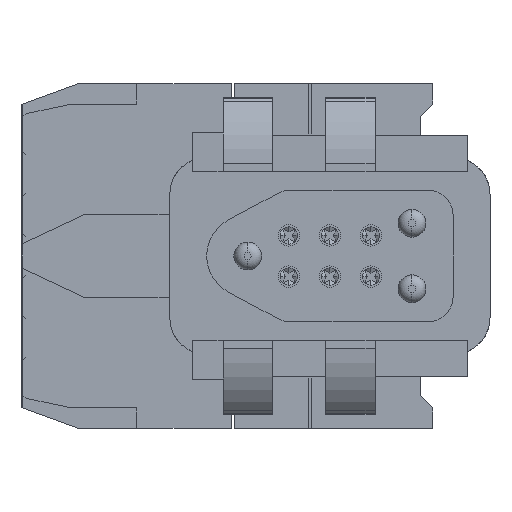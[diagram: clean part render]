
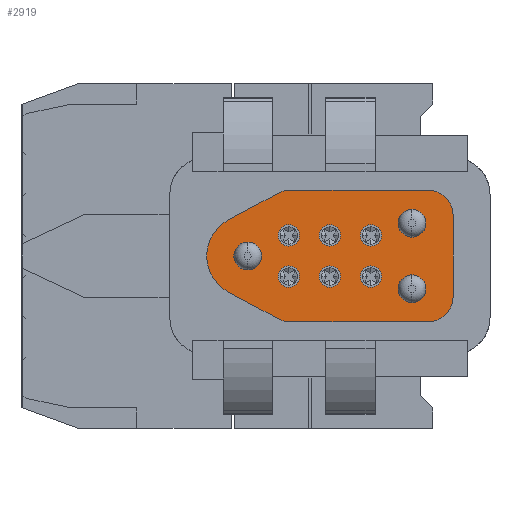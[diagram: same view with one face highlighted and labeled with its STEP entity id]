
A CAD part, front view. The second image highlights one B-rep face of the part: STEP entity #2919.
In plain terms, the highlighted planar face has unit normal (0, -1, 0).
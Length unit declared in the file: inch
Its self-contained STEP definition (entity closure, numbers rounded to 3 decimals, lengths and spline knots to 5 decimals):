
#90 = CIRCLE ( 'NONE', #22566, 0.03 ) ;
#109 = EDGE_CURVE ( 'NONE', #17541, #901, #90, .T. ) ;
#199 = FACE_OUTER_BOUND ( 'NONE', #13412, .T. ) ;
#499 = CARTESIAN_POINT ( 'NONE',  ( 0.15, 0.079, 0.05 ) ) ;
#901 = VERTEX_POINT ( 'NONE', #21992 ) ;
#933 = DIRECTION ( 'NONE',  ( 0., 0., 1. ) ) ;
#939 = CARTESIAN_POINT ( 'NONE',  ( 0.12, 0.079, -0.08 ) ) ;
#1784 = AXIS2_PLACEMENT_3D ( 'NONE', #22281, #11154, #18537 ) ;
#1794 = VECTOR ( 'NONE', #9519, 39.37008 ) ;
#1857 = CARTESIAN_POINT ( 'NONE',  ( -0.04574, 0.079, -0.08566 ) ) ;
#2003 = CARTESIAN_POINT ( 'NONE',  ( -0.12355, 0.079, -0.04411 ) ) ;
#2591 = CARTESIAN_POINT ( 'NONE',  ( -0.04574, 0.079, 0.08566 ) ) ;
#2791 = ORIENTED_EDGE ( 'NONE', *, *, #8735, .F. ) ;
#2919 = ADVANCED_FACE ( 'NONE', ( #199 ), #8983, .F. ) ;
#3586 = ORIENTED_EDGE ( 'NONE', *, *, #109, .F. ) ;
#3652 = ORIENTED_EDGE ( 'NONE', *, *, #20022, .T. ) ;
#3739 = LINE ( 'NONE', #21635, #17875 ) ;
#3763 = CIRCLE ( 'NONE', #16168, 0.03 ) ;
#4016 = AXIS2_PLACEMENT_3D ( 'NONE', #9471, #18797, #9623 ) ;
#4054 = EDGE_CURVE ( 'NONE', #19239, #6255, #6985, .T. ) ;
#4359 = ORIENTED_EDGE ( 'NONE', *, *, #5494, .F. ) ;
#4784 = VERTEX_POINT ( 'NONE', #8633 ) ;
#5494 = EDGE_CURVE ( 'NONE', #7644, #19239, #19208, .T. ) ;
#5812 = EDGE_CURVE ( 'NONE', #20961, #4784, #6169, .T. ) ;
#6169 = LINE ( 'NONE', #1857, #12271 ) ;
#6255 = VERTEX_POINT ( 'NONE', #16700 ) ;
#6358 = CARTESIAN_POINT ( 'NONE',  ( -0.12355, 0.079, 0.04411 ) ) ;
#6591 = DIRECTION ( 'NONE',  ( 0., 0., 1. ) ) ;
#6985 = LINE ( 'NONE', #18858, #1794 ) ;
#7014 = CIRCLE ( 'NONE', #17137, 0.05 ) ;
#7032 = DIRECTION ( 'NONE',  ( 0., -1., 0. ) ) ;
#7105 = ORIENTED_EDGE ( 'NONE', *, *, #4054, .F. ) ;
#7295 = VECTOR ( 'NONE', #22747, 39.37008 ) ;
#7644 = VERTEX_POINT ( 'NONE', #10054 ) ;
#8633 = CARTESIAN_POINT ( 'NONE',  ( -0.06295, 0.079, -0.07646 ) ) ;
#8735 = EDGE_CURVE ( 'NONE', #20961, #16435, #7014, .T. ) ;
#8983 = PLANE ( 'NONE',  #1784 ) ;
#9471 = CARTESIAN_POINT ( 'NONE',  ( 0.12, 0.079, 0.05 ) ) ;
#9519 = DIRECTION ( 'NONE',  ( 0., 0., -1. ) ) ;
#9568 = VERTEX_POINT ( 'NONE', #11264 ) ;
#9623 = DIRECTION ( 'NONE',  ( 0., 0., 1. ) ) ;
#10054 = CARTESIAN_POINT ( 'NONE',  ( 0.12, 0.079, 0.08 ) ) ;
#10087 = CARTESIAN_POINT ( 'NONE',  ( 0., 0.079, 0.08 ) ) ;
#10092 = VECTOR ( 'NONE', #13849, 39.37008 ) ;
#10215 = CARTESIAN_POINT ( 'NONE',  ( -0.1, 0.079, 0. ) ) ;
#10405 = DIRECTION ( 'NONE',  ( 0., 1., 0. ) ) ;
#11154 = DIRECTION ( 'NONE',  ( 0., 1., 0. ) ) ;
#11264 = CARTESIAN_POINT ( 'NONE',  ( -0.04882, 0.079, -0.08 ) ) ;
#11616 = EDGE_CURVE ( 'NONE', #16435, #17541, #15096, .T. ) ;
#11703 = CARTESIAN_POINT ( 'NONE',  ( -0.06295, 0.079, 0.07646 ) ) ;
#12195 = ORIENTED_EDGE ( 'NONE', *, *, #11616, .F. ) ;
#12271 = VECTOR ( 'NONE', #23891, 39.37008 ) ;
#13412 = EDGE_LOOP ( 'NONE', ( #19664, #3652, #21018, #15171, #7105, #4359, #15777, #3586, #12195, #2791 ) ) ;
#13722 = CARTESIAN_POINT ( 'NONE',  ( -0.04882, 0.079, -0.05 ) ) ;
#13849 = DIRECTION ( 'NONE',  ( 1., 0., 0. ) ) ;
#15096 = LINE ( 'NONE', #2591, #7295 ) ;
#15171 = ORIENTED_EDGE ( 'NONE', *, *, #19530, .T. ) ;
#15232 = VERTEX_POINT ( 'NONE', #939 ) ;
#15642 = DIRECTION ( 'NONE',  ( 0., -1., 0. ) ) ;
#15777 = ORIENTED_EDGE ( 'NONE', *, *, #20576, .F. ) ;
#15888 = DIRECTION ( 'NONE',  ( 1., 0., 0. ) ) ;
#16168 = AXIS2_PLACEMENT_3D ( 'NONE', #13722, #15642, #22783 ) ;
#16321 = DIRECTION ( 'NONE',  ( 0., 0., 1. ) ) ;
#16435 = VERTEX_POINT ( 'NONE', #6358 ) ;
#16700 = CARTESIAN_POINT ( 'NONE',  ( 0.15, 0.079, -0.05 ) ) ;
#17137 = AXIS2_PLACEMENT_3D ( 'NONE', #10215, #23262, #933 ) ;
#17541 = VERTEX_POINT ( 'NONE', #11703 ) ;
#17875 = VECTOR ( 'NONE', #15888, 39.37008 ) ;
#18537 = DIRECTION ( 'NONE',  ( 0., 0., 1. ) ) ;
#18797 = DIRECTION ( 'NONE',  ( 0., 1., 0. ) ) ;
#18858 = CARTESIAN_POINT ( 'NONE',  ( 0.15, 0.079, 0. ) ) ;
#19208 = CIRCLE ( 'NONE', #4016, 0.03 ) ;
#19239 = VERTEX_POINT ( 'NONE', #499 ) ;
#19530 = EDGE_CURVE ( 'NONE', #15232, #6255, #22849, .T. ) ;
#19664 = ORIENTED_EDGE ( 'NONE', *, *, #5812, .T. ) ;
#20022 = EDGE_CURVE ( 'NONE', #4784, #9568, #3763, .T. ) ;
#20123 = EDGE_CURVE ( 'NONE', #9568, #15232, #3739, .T. ) ;
#20162 = LINE ( 'NONE', #10087, #10092 ) ;
#20494 = AXIS2_PLACEMENT_3D ( 'NONE', #23510, #7032, #16321 ) ;
#20576 = EDGE_CURVE ( 'NONE', #901, #7644, #20162, .T. ) ;
#20961 = VERTEX_POINT ( 'NONE', #2003 ) ;
#21018 = ORIENTED_EDGE ( 'NONE', *, *, #20123, .T. ) ;
#21427 = CARTESIAN_POINT ( 'NONE',  ( -0.04882, 0.079, 0.05 ) ) ;
#21635 = CARTESIAN_POINT ( 'NONE',  ( 0., 0.079, -0.08 ) ) ;
#21992 = CARTESIAN_POINT ( 'NONE',  ( -0.04882, 0.079, 0.08 ) ) ;
#22281 = CARTESIAN_POINT ( 'NONE',  ( 0., 0.079, 0. ) ) ;
#22566 = AXIS2_PLACEMENT_3D ( 'NONE', #21427, #10405, #6591 ) ;
#22747 = DIRECTION ( 'NONE',  ( 0.882, 0., 0.471 ) ) ;
#22783 = DIRECTION ( 'NONE',  ( 0., 0., 1. ) ) ;
#22849 = CIRCLE ( 'NONE', #20494, 0.03 ) ;
#23262 = DIRECTION ( 'NONE',  ( 0., 1., 0. ) ) ;
#23510 = CARTESIAN_POINT ( 'NONE',  ( 0.12, 0.079, -0.05 ) ) ;
#23891 = DIRECTION ( 'NONE',  ( 0.882, 0., -0.471 ) ) ;
